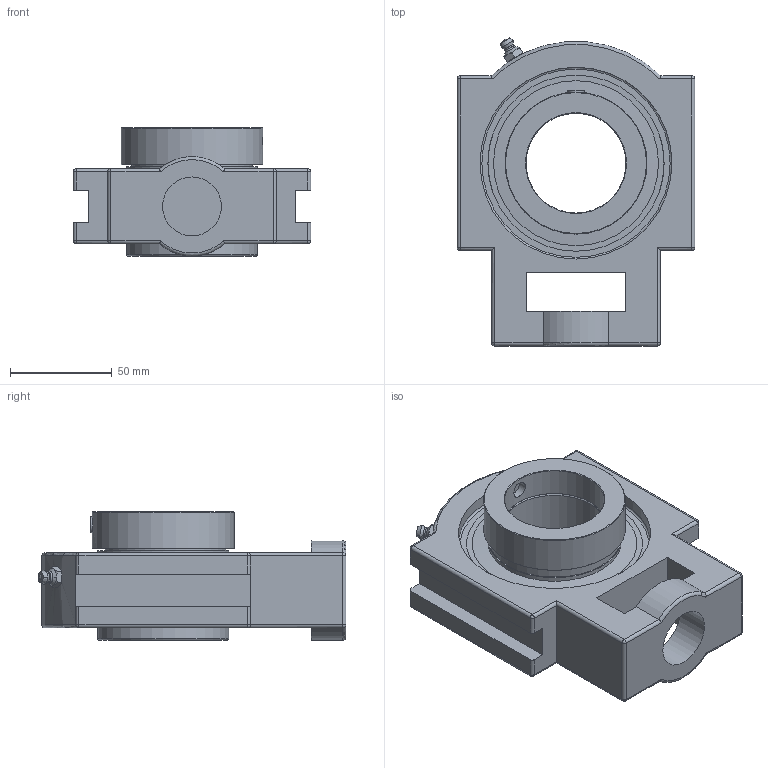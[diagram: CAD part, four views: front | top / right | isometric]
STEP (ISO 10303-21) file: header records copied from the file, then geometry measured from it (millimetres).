
FILE_DESCRIPTION(('HOOPS Exchange Step'),'2;1');
FILE_NAME('export-2C40D4CF-7BF3-4746-BE59-8890F44C39DD.stp','2019-12-18T08:16:22-08:00',('ibuslach'),('Alibre'),'HOOPS Exchange 2019.2','Alibre','Unknown authorisation');
FILE_SCHEMA( ('AP242_MANAGED_MODEL_BASED_3D_ENGINEERING_MIM_LF {1 0 10303 442 1 1 4 }') );
Length unit declared in the file: centimetre
Products named in the file (8): MRN ST 210; UCP ZERK 6mm; SHC 210-31 RACE; SHC 210-31 COLLAR; SHC 210-31 SHIELD; SHC 207 SS; MRN SHC 210-31; MRN SHCT 210-31
Assembly tree (7 placements, depth 3):
  MRN SHCT 210-31
    MRN ST 210
    UCP ZERK 6mm
    MRN SHC 210-31
      SHC 210-31 RACE
      SHC 210-31 COLLAR
      SHC 210-31 SHIELD
      SHC 207 SS
Bounding box: 117 x 151.68 x 63.36 mm (x, y, z)
Volume: 387182.1 mm3; surface area: 115529.8 mm2
Topology: 22 solids, 22 shells, 216 faces, 559 edges, 344 vertices
Faces by surface type: cylinder 75, plane 63, sphere 35, cone 20, torus 19, bspline 4
Full cylindrical faces by diameter (mm): 2.262 x2, 6 x2, 7.925 x1, 7.938 x2, 29 x1, 49.212 x2, 59.385 x2, 64.516 x4, 65.532 x2, 69.9 x1, 76.2 x2, 81.28 x4, 94.476 x2
Entity records: 9432 total; most frequent: CARTESIAN_POINT 4071, DIRECTION 1149, ORIENTED_EDGE 1024, EDGE_CURVE 512, AXIS2_PLACEMENT_3D 471, VERTEX_POINT 344, EDGE_LOOP 244, FACE_BOUND 244
